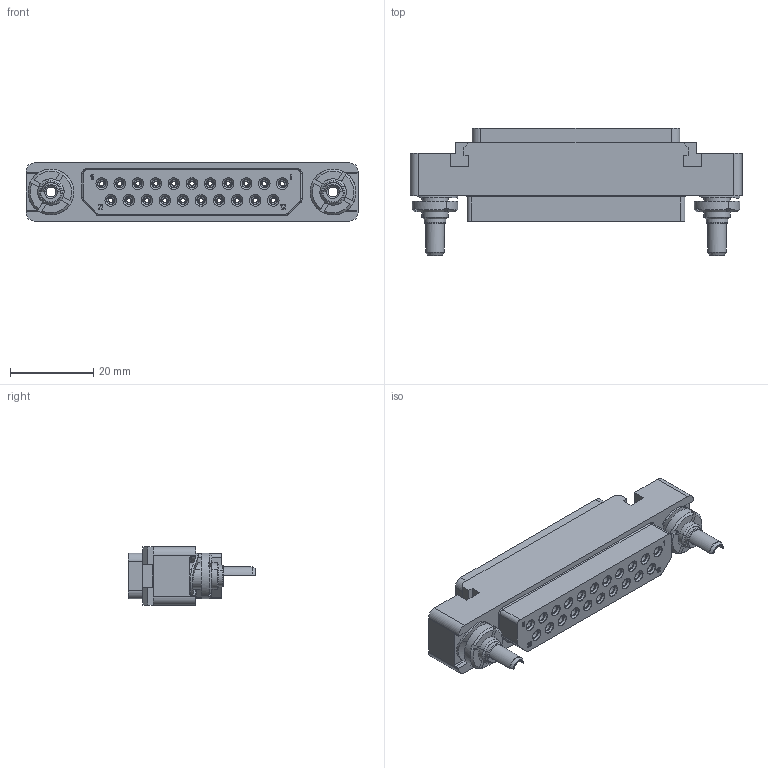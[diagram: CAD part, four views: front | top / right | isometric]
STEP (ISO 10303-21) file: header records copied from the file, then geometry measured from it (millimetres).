
FILE_DESCRIPTION((''),'2;1');
FILE_NAME('1900ND04S1B00A','2019-10-29T',('presta_be4'),(''),'CREO PARAMETRIC BY PTC INC, 2018360','CREO PARAMETRIC BY PTC INC, 2018360','');
FILE_SCHEMA(('CONFIG_CONTROL_DESIGN'));
Products named in the file (1): 1900ND04S1B00A
Bounding box: 80 x 30.77 x 14 mm (x, y, z)
Volume: 13521.2 mm3; surface area: 13039.4 mm2
Topology: 1 solids, 1 shells, 1959 faces, 4482 edges, 2658 vertices
Faces by surface type: cylinder 550, torus 532, plane 509, cone 336, extrusion 26, bspline 6
Entity records: 60380 total; most frequent: CARTESIAN_POINT 14747, DIRECTION 10492, ORIENTED_EDGE 8956, EDGE_CURVE 4478, AXIS2_PLACEMENT_3D 4289, VERTEX_POINT 2658, CIRCLE 2362, EDGE_LOOP 2192
